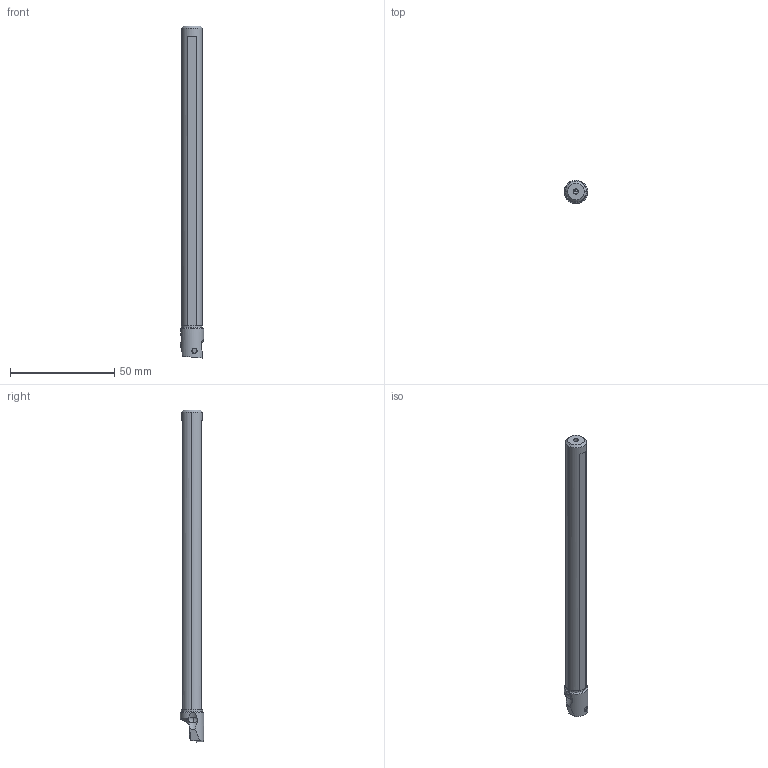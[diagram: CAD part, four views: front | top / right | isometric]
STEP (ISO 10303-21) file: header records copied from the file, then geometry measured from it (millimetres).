
FILE_DESCRIPTION(/* description */ (''),/* implementation_level */ '2;1');
FILE_NAME(/* name */ 'FSCLP1210L-08E.stp',/* time_stamp */ '2021-11-11T11:28:05+09:00',/* author */ (''),/* organization */ (''),/* preprocessor_version */ 'ST-DEVELOPER v16',/* originating_system */ 'SIEMENS PLM Software NX 10.0',/* authorisation */ '');
FILE_SCHEMA (('AUTOMOTIVE_DESIGN { 1 0 10303 214 3 1 1 1 }'));
Length unit declared in the file: millimetre
Products named in the file (1): FSCLP1210L-08E_ASM
Bounding box: 11.23 x 11.25 x 159.52 mm (x, y, z)
Volume: 11045.6 mm3; surface area: 6425 mm2
Topology: 2 solids, 2 shells, 102 faces, 273 edges, 174 vertices
Faces by surface type: cylinder 43, plane 28, cone 16, torus 11, sphere 4
Entity records: 3909 total; most frequent: CARTESIAN_POINT 1312, ORIENTED_EDGE 534, DIRECTION 529, EDGE_CURVE 267, AXIS2_PLACEMENT_3D 218, VERTEX_POINT 171, EDGE_LOOP 108, ADVANCED_FACE 102
